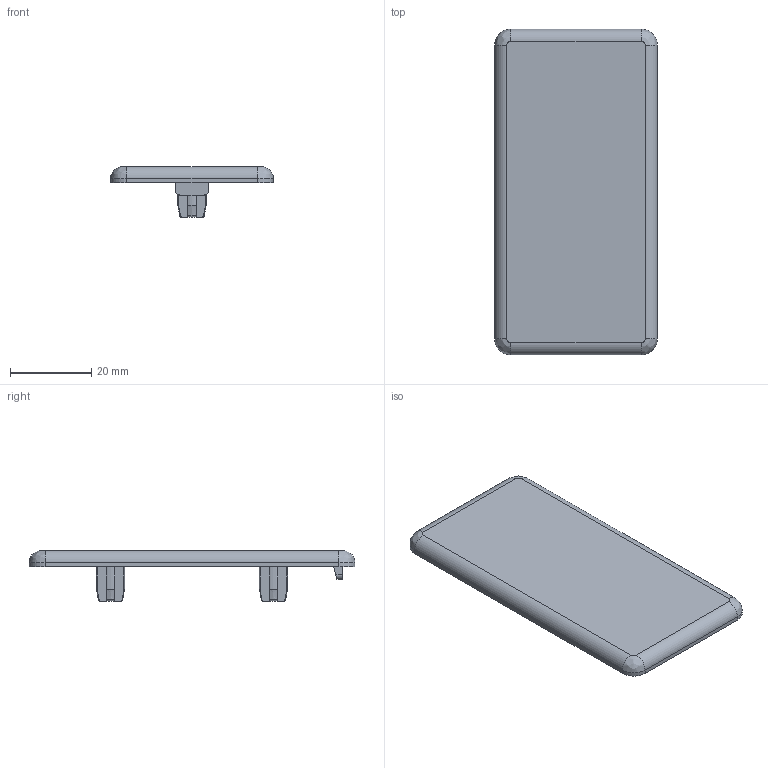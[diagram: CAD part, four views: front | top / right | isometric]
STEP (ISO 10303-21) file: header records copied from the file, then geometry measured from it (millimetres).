
FILE_DESCRIPTION(/* description */ ('Abdeckkappe 40x80 lichtgrau'),/* implementation_level */ '2;1');
FILE_NAME(/* name */ '281005031 Abdeckkappe 40x80 lichtgrau.stp',/* time_stamp */ '2020-09-15T11:17:53+02:00',/* author */ ('wheldmann'),/* organization */ (''),/* preprocessor_version */ 'ST-DEVELOPER v17.2',/* originating_system */ 'Autodesk Inventor 2019',/* authorisation */ ' ');
FILE_SCHEMA (('AUTOMOTIVE_DESIGN { 1 0 10303 214 3 1 1 }'));
Length unit declared in the file: millimetre
Products named in the file (1): 281005031
Bounding box: 40 x 80 x 12.5 mm (x, y, z)
Volume: 10307.6 mm3; surface area: 7773.2 mm2
Topology: 1 solids, 1 shells, 89 faces, 242 edges, 158 vertices
Faces by surface type: plane 47, cylinder 22, cone 8, torus 8, bspline 4
Entity records: 2953 total; most frequent: CARTESIAN_POINT 698, ORIENTED_EDGE 484, DIRECTION 446, EDGE_CURVE 242, VERTEX_POINT 158, AXIS2_PLACEMENT_3D 150, LINE 146, VECTOR 146
